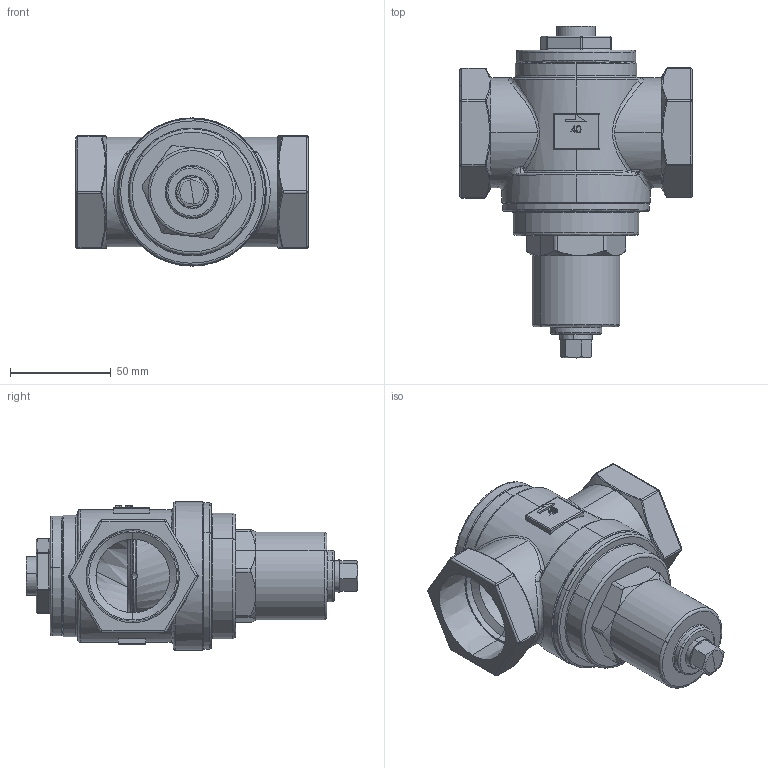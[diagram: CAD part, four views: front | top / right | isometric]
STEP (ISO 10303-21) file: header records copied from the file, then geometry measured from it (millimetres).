
FILE_DESCRIPTION (( 'STEP AP203' ), '1' );
FILE_NAME ('7SS150.STEP', '2021-02-26T12:25:50', ( '' ), ( '' ), 'SwSTEP 2.0', 'SolidWorks 2020', '' );
FILE_SCHEMA (( 'CONFIG_CONTROL_DESIGN' ));
Length unit declared in the file: inch
Products named in the file (1): 7SS150
Bounding box: 115.3 x 164.78 x 73.6 mm (x, y, z)
Volume: 212457 mm3; surface area: 112705.1 mm2
Topology: 8 solids, 8 shells, 602 faces, 1471 edges, 892 vertices
Faces by surface type: cylinder 225, bspline 162, plane 139, cone 76
Entity records: 40466 total; most frequent: CARTESIAN_POINT 27843, ORIENTED_EDGE 2886, DIRECTION 2264, EDGE_CURVE 1443, VERTEX_POINT 892, AXIS2_PLACEMENT_3D 869, EDGE_LOOP 647, FACE_OUTER_BOUND 602
